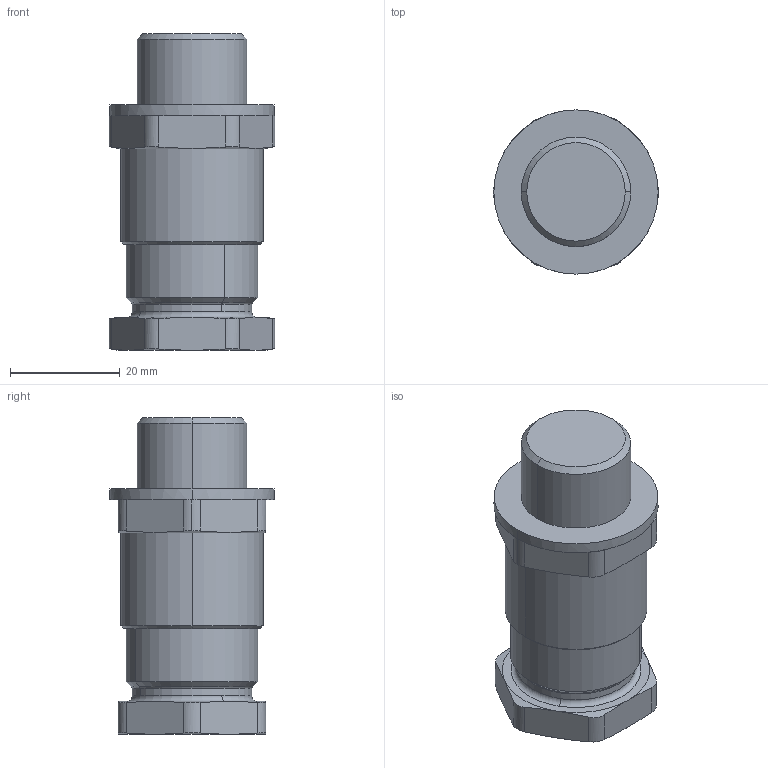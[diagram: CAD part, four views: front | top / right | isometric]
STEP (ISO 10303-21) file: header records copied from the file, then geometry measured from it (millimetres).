
FILE_DESCRIPTION (( 'STEP AP203' ), '1' );
FILE_NAME ('KH2MHK..STEP', '2023-03-30T08:36:01', ( '' ), ( '' ), 'SwSTEP 2.0', 'SolidWorks 2022', '' );
FILE_SCHEMA (( 'CONFIG_CONTROL_DESIGN' ));
Length unit declared in the file: millimetre
Products named in the file (1): KH2MHK.
Bounding box: 30.25 x 30 x 57.8 mm (x, y, z)
Volume: 28053.5 mm3; surface area: 6334.7 mm2
Topology: 1 solids, 2 shells, 83 faces, 194 edges, 117 vertices
Faces by surface type: plane 30, cylinder 25, cone 24, torus 4
Entity records: 2858 total; most frequent: CARTESIAN_POINT 913, DIRECTION 401, ORIENTED_EDGE 388, EDGE_CURVE 194, AXIS2_PLACEMENT_3D 173, VERTEX_POINT 117, CIRCLE 89, EDGE_LOOP 87
